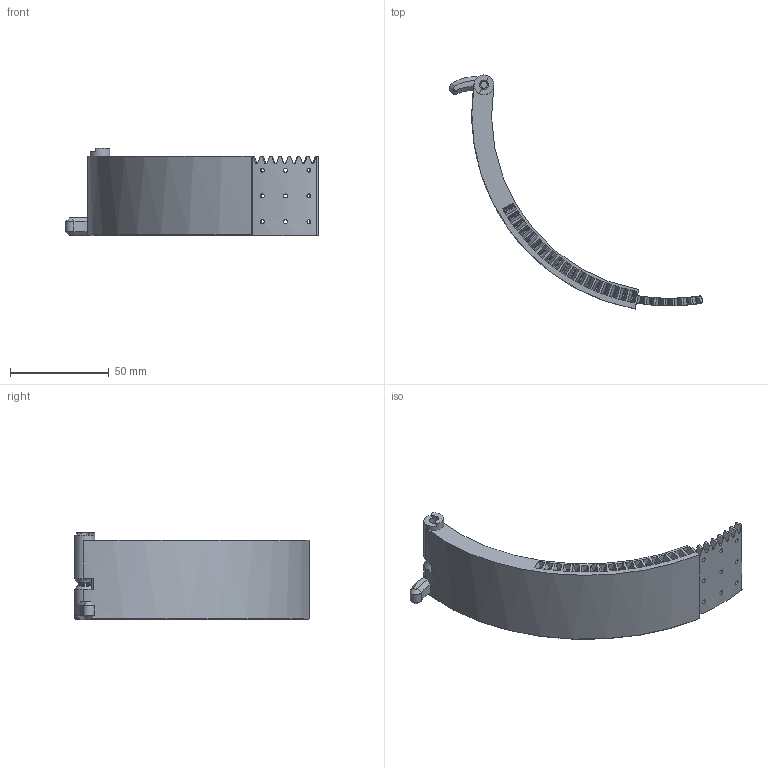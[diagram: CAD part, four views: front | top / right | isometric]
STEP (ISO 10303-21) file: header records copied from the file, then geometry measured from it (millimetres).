
FILE_DESCRIPTION(('FreeCAD Model'),'2;1');
FILE_NAME('Open CASCADE Shape Model','2025-04-29T19:04:50',(''),(''), 'Open CASCADE STEP processor 7.8','FreeCAD','Unknown');
FILE_SCHEMA(('AUTOMOTIVE_DESIGN { 1 0 10303 214 1 1 1 1 }'));
Length unit declared in the file: millimetre
Products named in the file (1): 2-rotor-segmented-in-two--part-1
Bounding box: 127.94 x 118.34 x 44 mm (x, y, z)
Volume: 64506.3 mm3; surface area: 21072.5 mm2
Topology: 1 solids, 3 shells, 248 faces, 669 edges, 446 vertices
Faces by surface type: plane 91, cone 70, bspline 58, cylinder 29
Full cylindrical faces by diameter (mm): 2 x6, 3.4 x2, 4.6 x2, 10 x1
Entity records: 9008 total; most frequent: CARTESIAN_POINT 3226, ORIENTED_EDGE 1338, DIRECTION 969, EDGE_CURVE 669, VERTEX_POINT 446, AXIS2_PLACEMENT_3D 380, FACE_BOUND 289, EDGE_LOOP 289
